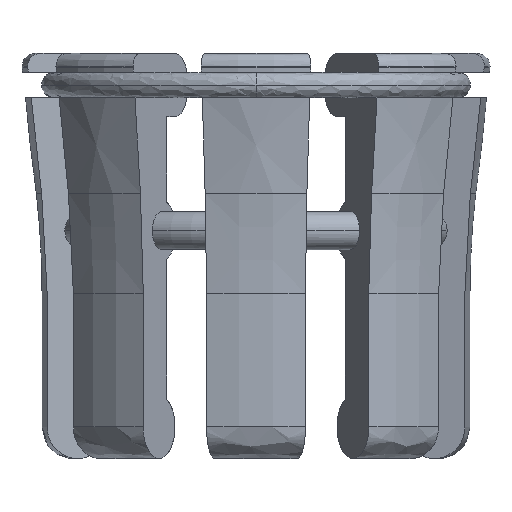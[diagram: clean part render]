
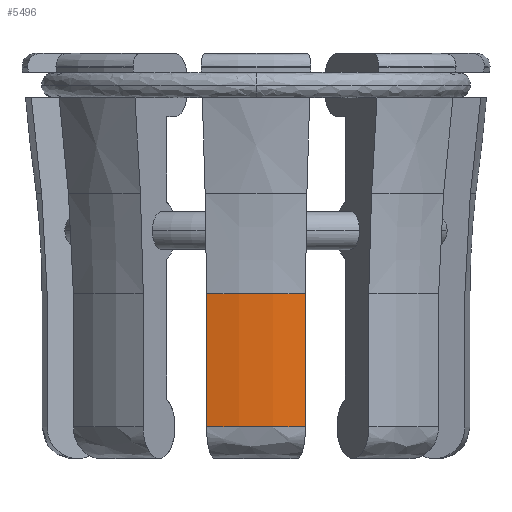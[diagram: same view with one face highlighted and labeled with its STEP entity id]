
A CAD part, left-side view. The second image highlights one B-rep face of the part: STEP entity #5496.
In plain terms, the highlighted cylindrical face has radius 16.95 mm (diameter 33.9 mm), a partial arc.
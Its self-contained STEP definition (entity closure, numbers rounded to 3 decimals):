
#652 = ORIENTED_EDGE ( 'NONE', *, *, #5414, .T. ) ;
#743 = CARTESIAN_POINT ( 'NONE',  ( -16.495, 3.902, -29.5 ) ) ;
#878 = CARTESIAN_POINT ( 'NONE',  ( -16.495, 3.902, -18.975 ) ) ;
#992 = CARTESIAN_POINT ( 'NONE',  ( -16.495, -3.902, -18.975 ) ) ;
#1392 = CARTESIAN_POINT ( 'NONE',  ( -16.495, -3.902, -29.5 ) ) ;
#1862 = CARTESIAN_POINT ( 'NONE',  ( 0., 0., -29.5 ) ) ;
#1863 = DIRECTION ( 'NONE',  ( 0., 0., 1. ) ) ;
#1864 = DIRECTION ( 'NONE',  ( -0.707, 0.707, 0. ) ) ;
#2168 = LINE ( 'NONE', #2169, #6593 ) ;
#2169 = CARTESIAN_POINT ( 'NONE',  ( -16.495, 3.902, 0. ) ) ;
#2179 = DIRECTION ( 'NONE',  ( 0., 0., -1. ) ) ;
#3317 = ORIENTED_EDGE ( 'NONE', *, *, #5694, .T. ) ;
#3336 = ORIENTED_EDGE ( 'NONE', *, *, #5435, .T. ) ;
#3457 = ORIENTED_EDGE ( 'NONE', *, *, #5473, .T. ) ;
#3470 = VERTEX_POINT ( 'NONE', #992 ) ;
#3804 = EDGE_LOOP ( 'NONE', ( #652, #3457, #3336, #3317 ) ) ;
#3918 = VERTEX_POINT ( 'NONE', #743 ) ;
#4116 = VERTEX_POINT ( 'NONE', #1392 ) ;
#4138 = VERTEX_POINT ( 'NONE', #878 ) ;
#5034 = CARTESIAN_POINT ( 'NONE',  ( 0., 0., -18.975 ) ) ;
#5035 = DIRECTION ( 'NONE',  ( 0., 0., -1. ) ) ;
#5036 = DIRECTION ( 'NONE',  ( -0.707, 0.707, 0. ) ) ;
#5414 = EDGE_CURVE ( 'NONE', #3470, #4138, #6641, .T. ) ;
#5435 = EDGE_CURVE ( 'NONE', #3918, #4116, #6626, .T. ) ;
#5473 = EDGE_CURVE ( 'NONE', #4138, #3918, #2168, .T. ) ;
#5496 = ADVANCED_FACE ( 'NONE', ( #6890 ), #6892, .T. ) ;
#5694 = EDGE_CURVE ( 'NONE', #4116, #3470, #6102, .T. ) ;
#6102 = LINE ( 'NONE', #6103, #6784 ) ;
#6103 = CARTESIAN_POINT ( 'NONE',  ( -16.495, -3.902, -35. ) ) ;
#6104 = DIRECTION ( 'NONE',  ( 0., 0., 1. ) ) ;
#6571 = AXIS2_PLACEMENT_3D ( 'NONE', #6891, #6885, #6893 ) ;
#6593 = VECTOR ( 'NONE', #2179, 1000. ) ;
#6625 = AXIS2_PLACEMENT_3D ( 'NONE', #1862, #1863, #1864 ) ;
#6626 = CIRCLE ( 'NONE', #6625, 16.95 ) ;
#6639 = AXIS2_PLACEMENT_3D ( 'NONE', #5034, #5035, #5036 ) ;
#6641 = CIRCLE ( 'NONE', #6639, 16.95 ) ;
#6784 = VECTOR ( 'NONE', #6104, 1000. ) ;
#6885 = DIRECTION ( 'NONE',  ( 0., 0., 1. ) ) ;
#6890 = FACE_OUTER_BOUND ( 'NONE', #3804, .T. ) ;
#6891 = CARTESIAN_POINT ( 'NONE',  ( 0., 0., 0. ) ) ;
#6892 = CYLINDRICAL_SURFACE ( 'NONE', #6571, 16.95 ) ;
#6893 = DIRECTION ( 'NONE',  ( -0.707, 0.707, 0. ) ) ;
